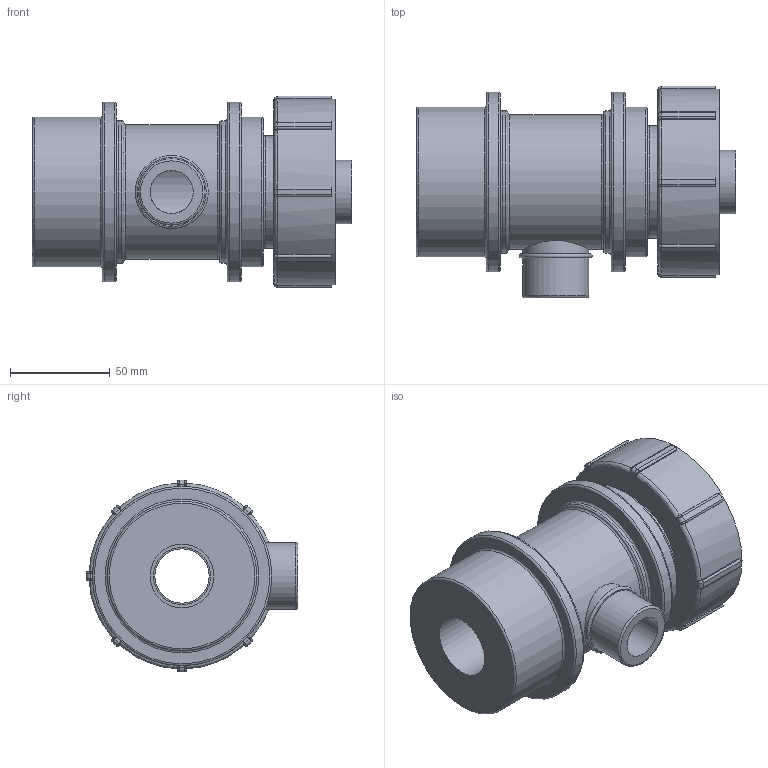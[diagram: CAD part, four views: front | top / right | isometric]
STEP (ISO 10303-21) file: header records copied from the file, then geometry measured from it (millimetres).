
FILE_DESCRIPTION(/* description */ ('PLASSON MODULAR TEE 32-1-50'),/* implementation_level */ '2;1');
FILE_NAME(/* name */ '0787L603250010.ipt.stp',/* time_stamp */ '2018-04-09T13:01:44+03:00',/* author */ ('KIM'),/* organization */ (''),/* preprocessor_version */ 'ST-DEVELOPER v15.6',/* originating_system */ 'Autodesk Inventor 2015',/* authorisation */ '');
FILE_SCHEMA (('AUTOMOTIVE_DESIGN { 1 0 10303 214 3 1 1 }'));
Length unit declared in the file: millimetre
Products named in the file (1): 0787L603250010
Bounding box: 160 x 106 x 96 mm (x, y, z)
Volume: 583458.1 mm3; surface area: 87180.1 mm2
Topology: 2 solids, 2 shells, 168 faces, 389 edges, 240 vertices
Faces by surface type: cylinder 62, plane 50, bspline 32, torus 24
Full cylindrical faces by diameter (mm): 21.612 x2, 27.2 x1, 28.8 x2, 32 x2, 33.249 x2, 40.32 x1, 56.25 x1, 67.5 x1, 71.25 x2, 75 x2, 81.6 x1, 88.32 x1, 90 x2, 93.12 x1
Entity records: 5047 total; most frequent: CARTESIAN_POINT 1469, DIRECTION 754, ORIENTED_EDGE 688, EDGE_CURVE 344, AXIS2_PLACEMENT_3D 325, VERTEX_POINT 232, EDGE_LOOP 226, CIRCLE 188
